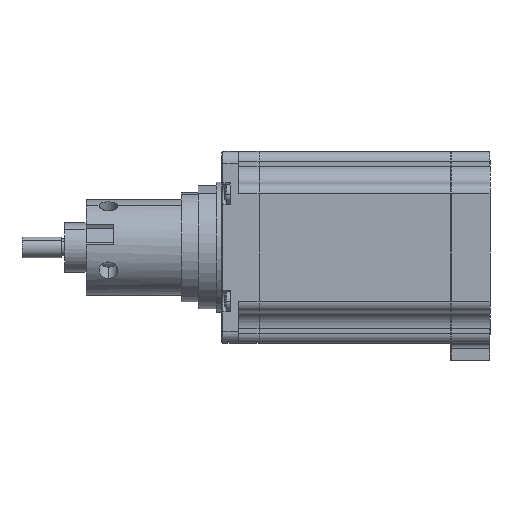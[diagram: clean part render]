
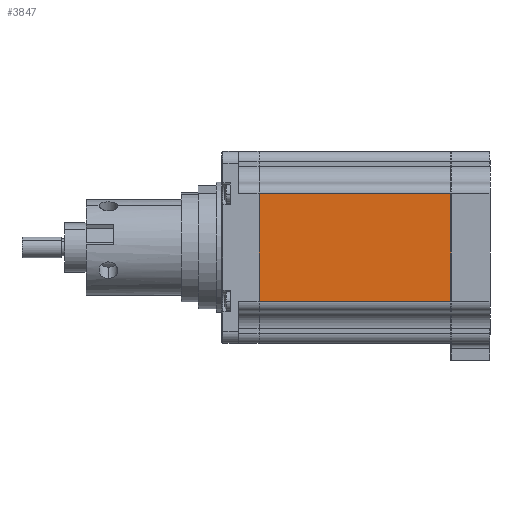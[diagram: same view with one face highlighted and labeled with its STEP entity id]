
A CAD part, left-side view. The second image highlights one B-rep face of the part: STEP entity #3847.
In plain terms, the highlighted planar face has unit normal (-1, 0, 0).
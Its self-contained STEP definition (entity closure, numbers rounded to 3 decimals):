
#1048 = DIRECTION ( 'NONE',  ( 1., 0., 0. ) ) ;
#1370 = VERTEX_POINT ( 'NONE', #19042 ) ;
#1404 = DIRECTION ( 'NONE',  ( 0., 0., -1. ) ) ;
#2906 = EDGE_CURVE ( 'NONE', #4126, #8499, #7915, .T. ) ;
#3504 = CARTESIAN_POINT ( 'NONE',  ( -13.284, -25.547, -12.547 ) ) ;
#3528 = VECTOR ( 'NONE', #5164, 1000. ) ;
#3847 = ADVANCED_FACE ( 'NONE', ( #12488 ), #10828, .F. ) ;
#4126 = VERTEX_POINT ( 'NONE', #11901 ) ;
#5140 = CARTESIAN_POINT ( 'NONE',  ( -13.284, -25.547, -12.547 ) ) ;
#5164 = DIRECTION ( 'NONE',  ( 0., 0., -1. ) ) ;
#5789 = LINE ( 'NONE', #6356, #13968 ) ;
#5876 = VERTEX_POINT ( 'NONE', #13312 ) ;
#6356 = CARTESIAN_POINT ( 'NONE',  ( -13.284, -25.547, 19.053 ) ) ;
#6694 = EDGE_CURVE ( 'NONE', #1370, #5876, #7044, .T. ) ;
#7044 = LINE ( 'NONE', #16164, #15205 ) ;
#7915 = LINE ( 'NONE', #3504, #3528 ) ;
#8161 = LINE ( 'NONE', #10791, #12025 ) ;
#8499 = VERTEX_POINT ( 'NONE', #5140 ) ;
#9146 = DIRECTION ( 'NONE',  ( 0., 1., 0. ) ) ;
#9864 = ORIENTED_EDGE ( 'NONE', *, *, #15602, .F. ) ;
#10791 = CARTESIAN_POINT ( 'NONE',  ( -13.284, -25.547, -12.547 ) ) ;
#10828 = PLANE ( 'NONE',  #16578 ) ;
#10902 = CARTESIAN_POINT ( 'NONE',  ( -13.284, -25.547, -12.547 ) ) ;
#11901 = CARTESIAN_POINT ( 'NONE',  ( -13.284, -25.547, 19.053 ) ) ;
#12025 = VECTOR ( 'NONE', #9146, 1000. ) ;
#12488 = FACE_OUTER_BOUND ( 'NONE', #20011, .T. ) ;
#12548 = DIRECTION ( 'NONE',  ( 0., 1., 0. ) ) ;
#13312 = CARTESIAN_POINT ( 'NONE',  ( -13.284, 30.453, -12.547 ) ) ;
#13968 = VECTOR ( 'NONE', #19404, 1000. ) ;
#13983 = ORIENTED_EDGE ( 'NONE', *, *, #18531, .T. ) ;
#14071 = ORIENTED_EDGE ( 'NONE', *, *, #2906, .F. ) ;
#14419 = ORIENTED_EDGE ( 'NONE', *, *, #6694, .T. ) ;
#15205 = VECTOR ( 'NONE', #1404, 1000. ) ;
#15602 = EDGE_CURVE ( 'NONE', #8499, #5876, #8161, .T. ) ;
#16164 = CARTESIAN_POINT ( 'NONE',  ( -13.284, 30.453, -12.547 ) ) ;
#16578 = AXIS2_PLACEMENT_3D ( 'NONE', #10902, #1048, #12548 ) ;
#18531 = EDGE_CURVE ( 'NONE', #4126, #1370, #5789, .T. ) ;
#19042 = CARTESIAN_POINT ( 'NONE',  ( -13.284, 30.453, 19.053 ) ) ;
#19404 = DIRECTION ( 'NONE',  ( 0., 1., 0. ) ) ;
#20011 = EDGE_LOOP ( 'NONE', ( #14419, #9864, #14071, #13983 ) ) ;
